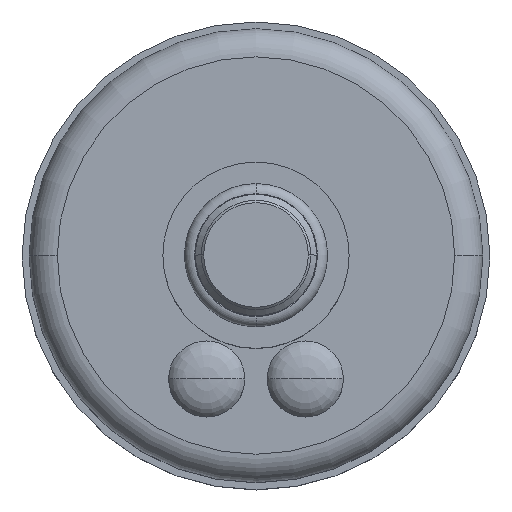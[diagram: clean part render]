
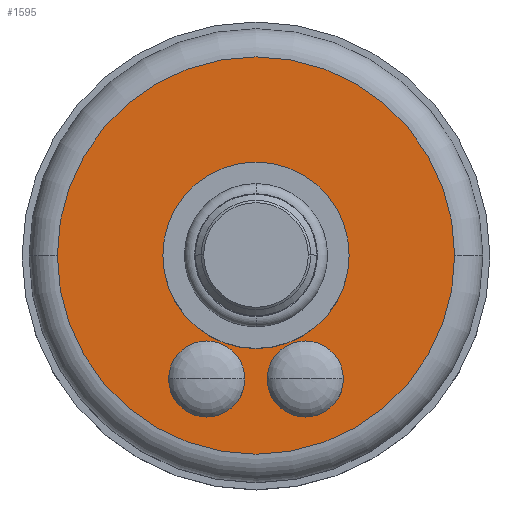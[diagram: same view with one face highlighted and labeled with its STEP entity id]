
A CAD part, top view. The second image highlights one B-rep face of the part: STEP entity #1595.
In plain terms, the highlighted planar face has unit normal (0, 0, 1).
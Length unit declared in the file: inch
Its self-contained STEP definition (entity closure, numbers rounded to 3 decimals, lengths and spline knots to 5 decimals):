
#467=CARTESIAN_POINT('',(0.,0.,1.1));
#468=DIRECTION('',(0.,0.,-1.));
#469=DIRECTION('',(1.,0.,0.));
#470=AXIS2_PLACEMENT_3D('',#467,#468,#469);
#489=CARTESIAN_POINT('',(0.,0.,1.1));
#490=DIRECTION('',(0.,0.,1.));
#491=DIRECTION('',(1.,0.,0.));
#492=AXIS2_PLACEMENT_3D('',#489,#490,#491);
#497=CARTESIAN_POINT('',(0.,0.,1.1));
#498=DIRECTION('',(0.,0.,1.));
#499=DIRECTION('',(-1.,0.,0.));
#500=AXIS2_PLACEMENT_3D('',#497,#498,#499);
#505=CARTESIAN_POINT('',(0.,0.,1.1));
#506=DIRECTION('',(0.,0.,1.));
#507=DIRECTION('',(1.,0.,0.));
#508=AXIS2_PLACEMENT_3D('',#505,#506,#507);
#513=CARTESIAN_POINT('',(0.175,-0.438,1.1));
#514=DIRECTION('',(0.,0.,-1.));
#515=DIRECTION('',(1.,0.,0.));
#516=AXIS2_PLACEMENT_3D('',#513,#514,#515);
#521=CARTESIAN_POINT('',(0.175,-0.438,1.1));
#522=DIRECTION('',(0.,0.,-1.));
#523=DIRECTION('',(-1.,0.,0.));
#524=AXIS2_PLACEMENT_3D('',#521,#522,#523);
#529=CARTESIAN_POINT('',(-0.175,-0.438,1.1));
#530=DIRECTION('',(0.,0.,1.));
#531=DIRECTION('',(-1.,0.,0.));
#532=AXIS2_PLACEMENT_3D('',#529,#530,#531);
#537=CARTESIAN_POINT('',(-0.175,-0.438,1.1));
#538=DIRECTION('',(0.,0.,1.));
#539=DIRECTION('',(1.,0.,0.));
#540=AXIS2_PLACEMENT_3D('',#537,#538,#539);
#1189=CARTESIAN_POINT('',(0.33,0.,1.1));
#1191=VERTEX_POINT('',#1189);
#1193=CARTESIAN_POINT('',(-0.33,0.,1.1));
#1195=VERTEX_POINT('',#1193);
#1197=CARTESIAN_POINT('',(-0.705,0.,1.1));
#1198=CARTESIAN_POINT('',(0.705,0.,1.1));
#1199=VERTEX_POINT('',#1197);
#1200=VERTEX_POINT('',#1198);
#1216=CARTESIAN_POINT('',(0.31,-0.438,1.1));
#1217=CARTESIAN_POINT('',(0.04,-0.438,1.1));
#1218=VERTEX_POINT('',#1216);
#1219=VERTEX_POINT('',#1217);
#1223=CARTESIAN_POINT('',(-0.31,-0.438,1.1));
#1224=VERTEX_POINT('',#1223);
#1225=CARTESIAN_POINT('',(-0.04,-0.438,1.1));
#1226=VERTEX_POINT('',#1225);
#1568=CARTESIAN_POINT('',(0.,0.,1.1));
#1569=DIRECTION('',(0.,0.,-1.));
#1570=DIRECTION('',(1.,0.,0.));
#1571=AXIS2_PLACEMENT_3D('',#1568,#1569,#1570);
#1572=PLANE('',#1571);
#1574=ORIENTED_EDGE('',*,*,#1573,.F.);
#1576=ORIENTED_EDGE('',*,*,#1575,.F.);
#1577=EDGE_LOOP('',(#1574,#1576));
#1578=FACE_OUTER_BOUND('',#1577,.F.);
#1579=ORIENTED_EDGE('',*,*,#1563,.T.);
#1580=ORIENTED_EDGE('',*,*,#1547,.F.);
#1581=EDGE_LOOP('',(#1579,#1580));
#1582=FACE_BOUND('',#1581,.F.);
#1584=ORIENTED_EDGE('',*,*,#1583,.F.);
#1586=ORIENTED_EDGE('',*,*,#1585,.F.);
#1587=EDGE_LOOP('',(#1584,#1586));
#1588=FACE_BOUND('',#1587,.F.);
#1590=ORIENTED_EDGE('',*,*,#1589,.T.);
#1592=ORIENTED_EDGE('',*,*,#1591,.T.);
#1593=EDGE_LOOP('',(#1590,#1592));
#1594=FACE_BOUND('',#1593,.F.);
#471=CIRCLE('',#470,0.33);
#493=CIRCLE('',#492,0.33);
#501=CIRCLE('',#500,0.705);
#509=CIRCLE('',#508,0.705);
#517=CIRCLE('',#516,0.135);
#525=CIRCLE('',#524,0.135);
#533=CIRCLE('',#532,0.135);
#541=CIRCLE('',#540,0.135);
#1547=EDGE_CURVE('',#1191,#1195,#471,.T.);
#1563=EDGE_CURVE('',#1191,#1195,#493,.T.);
#1573=EDGE_CURVE('',#1199,#1200,#501,.T.);
#1575=EDGE_CURVE('',#1200,#1199,#509,.T.);
#1583=EDGE_CURVE('',#1218,#1219,#517,.T.);
#1585=EDGE_CURVE('',#1219,#1218,#525,.T.);
#1589=EDGE_CURVE('',#1224,#1226,#533,.T.);
#1591=EDGE_CURVE('',#1226,#1224,#541,.T.);
#1595=ADVANCED_FACE('',(#1578,#1582,#1588,#1594),#1572,.F.);
